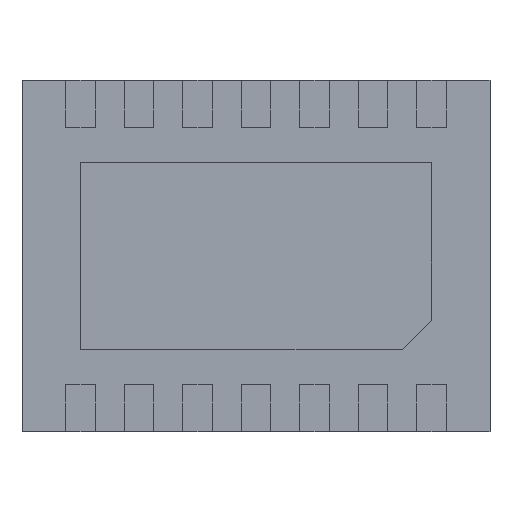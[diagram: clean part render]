
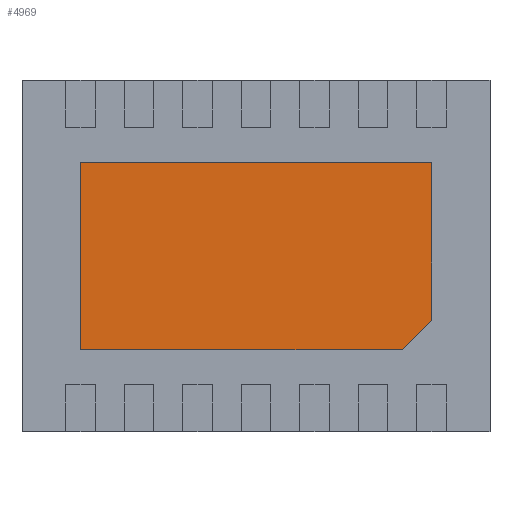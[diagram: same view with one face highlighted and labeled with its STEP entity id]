
A CAD part, front view. The second image highlights one B-rep face of the part: STEP entity #4969.
In plain terms, the highlighted planar face has unit normal (0, -1, 0).
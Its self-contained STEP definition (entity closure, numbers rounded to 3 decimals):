
#4804=DIRECTION('',(-1.,0.,0.));
#4805=VECTOR('',#4804,2.75);
#4806=CARTESIAN_POINT('',(1.25,0.,-0.8));
#4807=LINE('',#4806,#4805);
#4811=DIRECTION('',(0.,0.,1.));
#4812=VECTOR('',#4811,1.6);
#4813=CARTESIAN_POINT('',(-1.5,0.,-0.8));
#4814=LINE('',#4813,#4812);
#4818=DIRECTION('',(1.,0.,0.));
#4819=VECTOR('',#4818,3.);
#4820=CARTESIAN_POINT('',(-1.5,0.,0.8));
#4821=LINE('',#4820,#4819);
#4825=DIRECTION('',(0.,0.,-1.));
#4826=VECTOR('',#4825,1.35);
#4827=CARTESIAN_POINT('',(1.5,0.,0.8));
#4828=LINE('',#4827,#4826);
#4832=DIRECTION('',(-0.707,0.,-0.707));
#4833=VECTOR('',#4832,0.354);
#4834=CARTESIAN_POINT('',(1.5,0.,-0.55));
#4835=LINE('',#4834,#4833);
#4887=CARTESIAN_POINT('',(1.25,0.,-0.8));
#4888=CARTESIAN_POINT('',(-1.5,0.,-0.8));
#4889=VERTEX_POINT('',#4887);
#4890=VERTEX_POINT('',#4888);
#4891=CARTESIAN_POINT('',(-1.5,0.,0.8));
#4892=VERTEX_POINT('',#4891);
#4893=CARTESIAN_POINT('',(1.5,0.,0.8));
#4894=VERTEX_POINT('',#4893);
#4895=CARTESIAN_POINT('',(1.5,0.,-0.55));
#4896=VERTEX_POINT('',#4895);
#4954=CARTESIAN_POINT('',(0.,0.,0.));
#4955=DIRECTION('',(0.,1.,0.));
#4956=DIRECTION('',(1.,0.,0.));
#4957=AXIS2_PLACEMENT_3D('',#4954,#4955,#4956);
#4958=PLANE('',#4957);
#4959=ORIENTED_EDGE('',*,*,#4916,.T.);
#4961=ORIENTED_EDGE('',*,*,#4960,.T.);
#4963=ORIENTED_EDGE('',*,*,#4962,.T.);
#4965=ORIENTED_EDGE('',*,*,#4964,.T.);
#4966=ORIENTED_EDGE('',*,*,#4947,.T.);
#4967=EDGE_LOOP('',(#4959,#4961,#4963,#4965,#4966));
#4968=FACE_OUTER_BOUND('',#4967,.F.);
#4969=ADVANCED_FACE('',(#4968),#4958,.F.);
#4916=EDGE_CURVE('',#4889,#4890,#4807,.T.);
#4947=EDGE_CURVE('',#4896,#4889,#4835,.T.);
#4960=EDGE_CURVE('',#4890,#4892,#4814,.T.);
#4962=EDGE_CURVE('',#4892,#4894,#4821,.T.);
#4964=EDGE_CURVE('',#4894,#4896,#4828,.T.);
